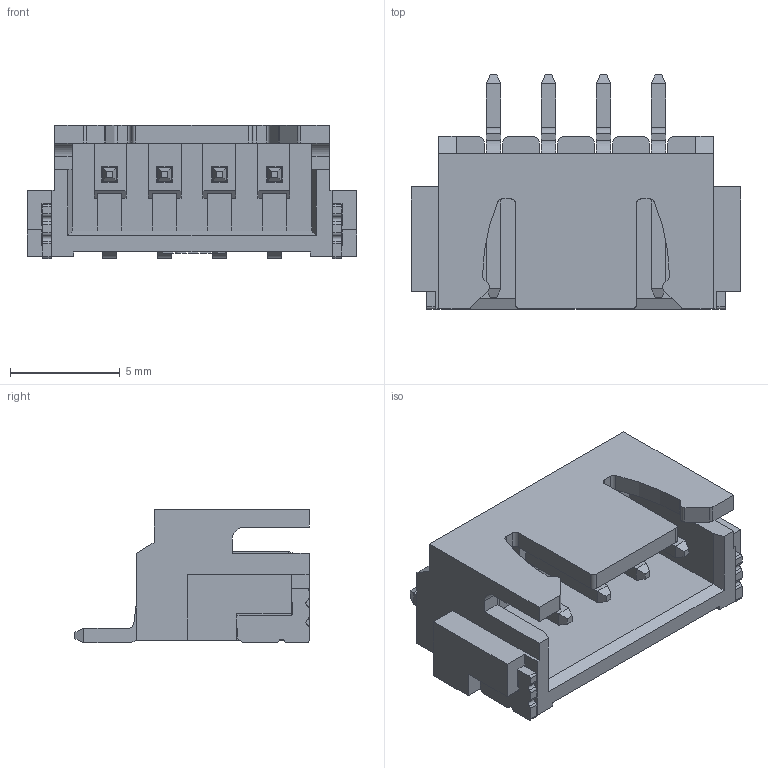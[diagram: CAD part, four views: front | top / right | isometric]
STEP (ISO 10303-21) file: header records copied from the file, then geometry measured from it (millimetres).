
FILE_DESCRIPTION(('FreeCAD Model'),'2;1');
FILE_NAME('Open CASCADE Shape Model','2023-02-05T13:55:51',(''),(''), 'Open CASCADE STEP processor 7.6','FreeCAD','Unknown');
FILE_SCHEMA(('AUTOMOTIVE_DESIGN { 1 0 10303 214 1 1 1 1 }'));
Length unit declared in the file: millimetre
Products named in the file (9): FPC1; CONN-SMD_4P-P2.50_DEALON_XH-4PWB; SOLID; SOLID001; SOLID002; SOLID003; SOLID004; SOLID005; SOLID006
Assembly tree (8 placements, depth 3):
  FPC1
    CONN-SMD_4P-P2.50_DEALON_XH-4PWB
      SOLID
      SOLID001
      SOLID002
      SOLID003
      SOLID004
      SOLID005
      SOLID006
Bounding box: 15 x 10.65 x 6.05 mm (x, y, z)
Volume: 264.8 mm3; surface area: 904.7 mm2
Topology: 7 solids, 7 shells, 437 faces, 1198 edges, 782 vertices
Faces by surface type: plane 367, cylinder 70
Entity records: 31672 total; most frequent: CARTESIAN_POINT 5242, DIRECTION 4556, LINE 3314, VECTOR 3314, ORIENTED_EDGE 2396, PCURVE 2396, DEFINITIONAL_REPRESENTATION 2396, EDGE_CURVE 1198
